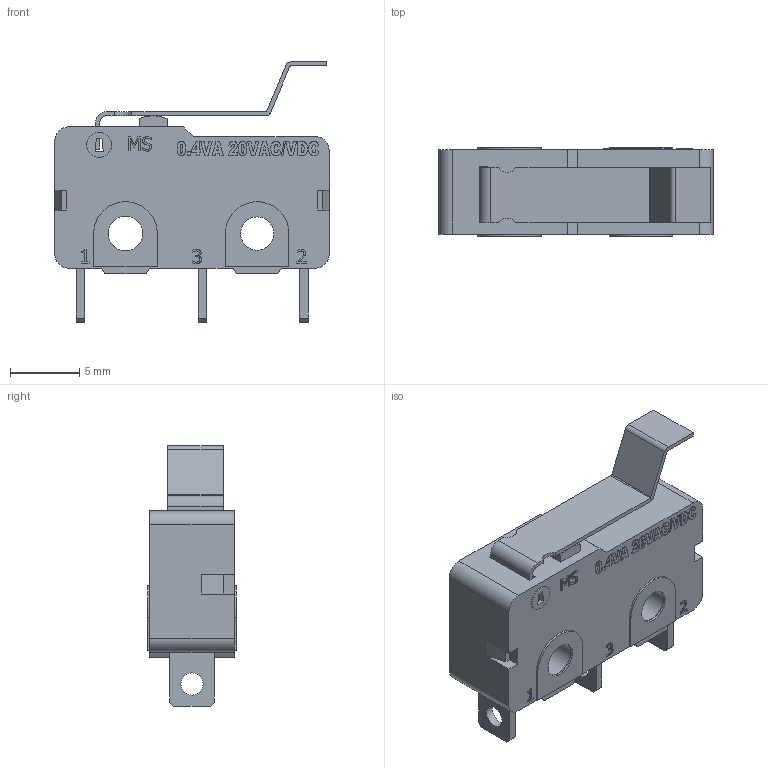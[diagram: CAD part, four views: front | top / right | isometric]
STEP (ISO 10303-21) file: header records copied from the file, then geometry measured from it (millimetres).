
FILE_DESCRIPTION((' '),'2;1');
FILE_NAME('MS085xx07FxxxS1A.stp','2017-07-27T16:32:08',(' '),(' '),' ','ACIS',' ');
FILE_SCHEMA(('CONFIG_CONTROL_DESIGN'));
Length unit declared in the file: inch
Products named in the file (1): MS085xx07FxxxS1A.stp
Bounding box: 19.8 x 6.4 x 18.8 mm (x, y, z)
Volume: 799.1 mm3; surface area: 1661.9 mm2
Topology: 1 solids, 4 shells, 614 faces, 1666 edges, 1110 vertices
Faces by surface type: plane 411, bspline 176, cylinder 27
Full cylindrical faces by diameter (mm): 1.6 x3, 1.8 x1, 2.4 x2, 2.5 x2, 3.7 x2
Entity records: 20828 total; most frequent: CARTESIAN_POINT 6399, ORIENTED_EDGE 3308, DIRECTION 2235, EDGE_CURVE 1654, VECTOR 1247, LINE 1247, VERTEX_POINT 1108, EDGE_LOOP 691
